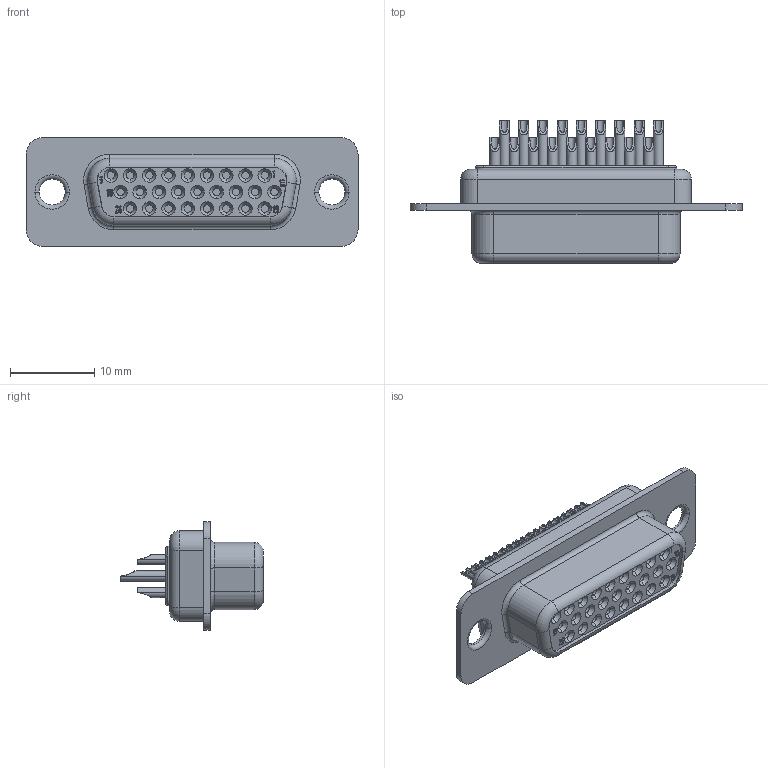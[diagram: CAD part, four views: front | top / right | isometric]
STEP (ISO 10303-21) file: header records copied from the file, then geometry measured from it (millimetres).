
FILE_DESCRIPTION(('Creo Elements/Direct Modeling STEP Export'),'2;1');
FILE_NAME('model.stp','2019-03-20T20:29:04',(''),(''),'Creo Elements/Direct Modeling STEP processor for AP214 (Solid Model)','Creo Elements/Direct Modeling 20.1A 29-Sep-2018 (C) Parametric Technology GmbH','');
FILE_SCHEMA(('AUTOMOTIVE_DESIGN { 1 0 10303 214 1 1 1 1 }'));
Length unit declared in the file: millimetre
Products named in the file (2): VS-15-BU-DSUB-HD-EG
Assembly tree (1 placements, depth 2):
  VS-15-BU-DSUB-HD-EG
    VS-15-BU-DSUB-HD-EG
Bounding box: 39.52 x 16.97 x 12.93 mm (x, y, z)
Volume: 2642.5 mm3; surface area: 2820 mm2
Topology: 1 solids, 1 shells, 1060 faces, 2688 edges, 1756 vertices
Faces by surface type: cylinder 524, plane 464, cone 52, torus 16, bspline 4
Entity records: 49143 total; most frequent: CARTESIAN_POINT 15130, ORIENTED_EDGE 5376, DIRECTION 5302, EDGE_CURVE 2688, AXIS2_PLACEMENT_3D 1902, VERTEX_POINT 1756, VECTOR 1498, LINE 1498
